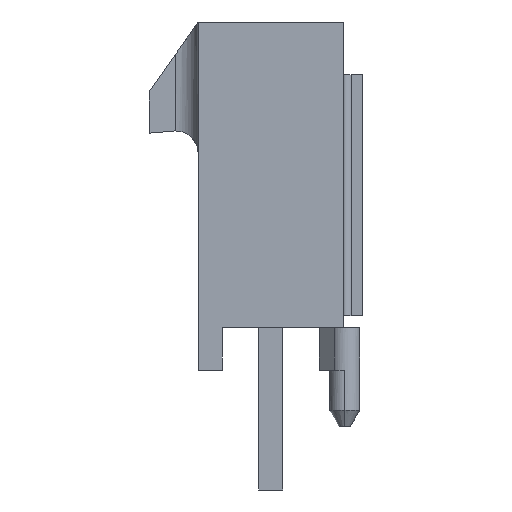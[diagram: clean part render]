
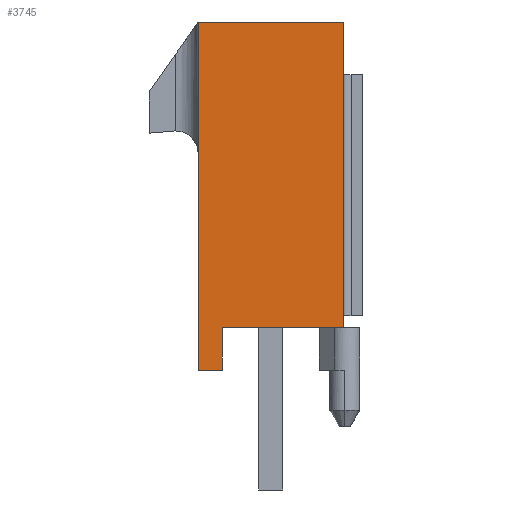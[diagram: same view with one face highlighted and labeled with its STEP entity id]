
A CAD part, left-side view. The second image highlights one B-rep face of the part: STEP entity #3745.
In plain terms, the highlighted planar face has unit normal (-1, 0, 0).
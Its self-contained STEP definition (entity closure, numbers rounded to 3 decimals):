
#84=DIRECTION('',(0.,-1.,0.));
#85=VECTOR('',#84,3.86);
#86=CARTESIAN_POINT('',(-9.5,1.93,0.));
#87=LINE('',#86,#85);
#485=DIRECTION('',(0.,-1.,0.));
#486=VECTOR('',#485,0.64);
#487=CARTESIAN_POINT('',(-9.5,1.93,-9.24));
#488=LINE('',#487,#486);
#833=DIRECTION('',(0.,1.,0.));
#834=VECTOR('',#833,2.58);
#835=CARTESIAN_POINT('',(-9.5,-1.29,-8.11));
#836=LINE('',#835,#834);
#837=DIRECTION('',(0.,0.,1.));
#838=VECTOR('',#837,1.13);
#839=CARTESIAN_POINT('',(-9.5,1.29,-9.24));
#840=LINE('',#839,#838);
#841=DIRECTION('',(0.,0.,-1.));
#842=VECTOR('',#841,9.24);
#843=CARTESIAN_POINT('',(-9.5,1.93,0.));
#844=LINE('',#843,#842);
#845=DIRECTION('',(0.,1.,0.));
#846=VECTOR('',#845,0.64);
#847=CARTESIAN_POINT('',(-9.5,-1.93,-8.11));
#848=LINE('',#847,#846);
#1068=DIRECTION('',(0.,0.,-1.));
#1069=VECTOR('',#1068,8.11);
#1070=CARTESIAN_POINT('',(-9.5,-1.93,0.));
#1071=LINE('',#1070,#1069);
#2256=CARTESIAN_POINT('',(-9.5,1.93,0.));
#2257=CARTESIAN_POINT('',(-9.5,-1.93,0.));
#2258=VERTEX_POINT('',#2256);
#2259=VERTEX_POINT('',#2257);
#2264=CARTESIAN_POINT('',(-9.5,1.93,-9.24));
#2265=VERTEX_POINT('',#2264);
#2268=CARTESIAN_POINT('',(-9.5,1.29,-9.24));
#2269=CARTESIAN_POINT('',(-9.5,1.29,-8.11));
#2270=VERTEX_POINT('',#2268);
#2271=VERTEX_POINT('',#2269);
#2596=CARTESIAN_POINT('',(-9.5,-1.29,-8.11));
#2597=VERTEX_POINT('',#2596);
#2604=CARTESIAN_POINT('',(-9.5,-1.93,-8.11));
#2605=VERTEX_POINT('',#2604);
#3728=CARTESIAN_POINT('',(-9.5,1.93,0.));
#3729=DIRECTION('',(-1.,0.,0.));
#3730=DIRECTION('',(0.,-1.,0.));
#3731=AXIS2_PLACEMENT_3D('',#3728,#3729,#3730);
#3732=PLANE('',#3731);
#3733=ORIENTED_EDGE('',*,*,#3580,.T.);
#3735=ORIENTED_EDGE('',*,*,#3734,.F.);
#3736=ORIENTED_EDGE('',*,*,#3356,.F.);
#3737=ORIENTED_EDGE('',*,*,#3142,.F.);
#3738=ORIENTED_EDGE('',*,*,#2969,.T.);
#3740=ORIENTED_EDGE('',*,*,#3739,.T.);
#3742=ORIENTED_EDGE('',*,*,#3741,.T.);
#3743=EDGE_LOOP('',(#3733,#3735,#3736,#3737,#3738,#3740,#3742));
#3744=FACE_OUTER_BOUND('',#3743,.F.);
#3745=ADVANCED_FACE('',(#3744),#3732,.T.);
#2969=EDGE_CURVE('',#2258,#2259,#87,.T.);
#3142=EDGE_CURVE('',#2258,#2265,#844,.T.);
#3356=EDGE_CURVE('',#2265,#2270,#488,.T.);
#3580=EDGE_CURVE('',#2597,#2271,#836,.T.);
#3734=EDGE_CURVE('',#2270,#2271,#840,.T.);
#3739=EDGE_CURVE('',#2259,#2605,#1071,.T.);
#3741=EDGE_CURVE('',#2605,#2597,#848,.T.);
